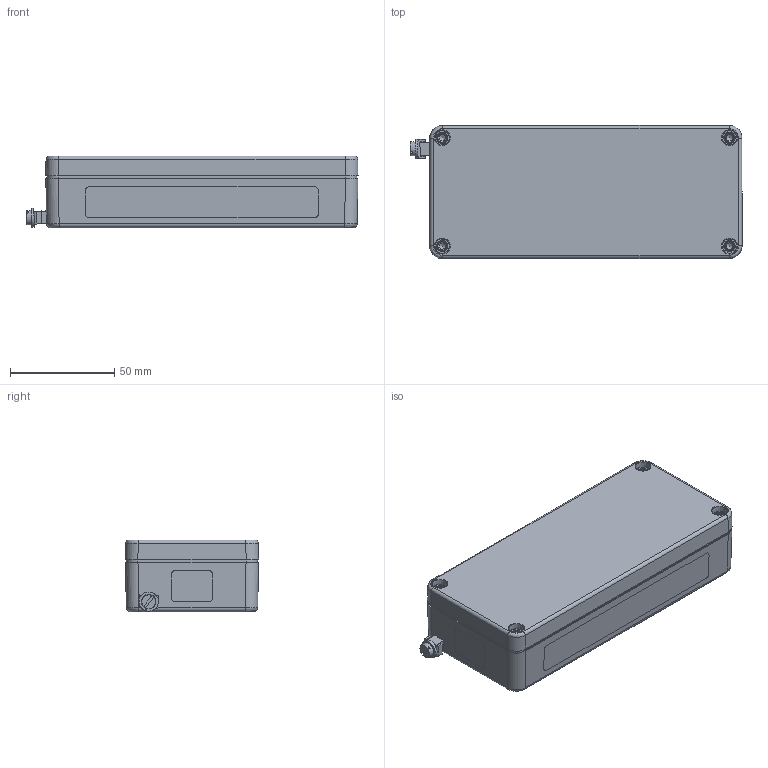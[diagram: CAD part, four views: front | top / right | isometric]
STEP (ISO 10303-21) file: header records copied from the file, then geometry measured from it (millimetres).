
FILE_DESCRIPTION((''),'2;1');
FILE_NAME('MBA Ex- 156030.stp','2011-12-21T13:28:06',('stefan.grimm'),(''),'Autodesk Inventor 2012','Autodesk Inventor 2012','');
FILE_SCHEMA(('AUTOMOTIVE_DESIGN { 1 0 10303 214 1 1 1 1 }'));
Length unit declared in the file: millimetre
Products named in the file (8): MBA Ex- 156030; MBA UT-156030 Aussenerde; OT-156030; Erdungsklemme M4; Kabelklemme; Klemmenunterteil; Zylinderschrauben mit Schlitz DIN EN ISO 1207 - M4x8; Federring DIN 127-5- FSt
Assembly tree (7 placements, depth 3):
  MBA Ex- 156030
    MBA UT-156030 Aussenerde
    OT-156030
    Erdungsklemme M4
      Kabelklemme
      Klemmenunterteil
      Zylinderschrauben mit Schlitz DIN EN ISO 1207 - M4x8
      Federring DIN 127-5- FSt
Bounding box: 159.48 x 64 x 34.5 mm (x, y, z)
Volume: 108407.8 mm3; surface area: 68591.6 mm2
Topology: 6 solids, 6 shells, 574 faces, 1349 edges, 813 vertices
Faces by surface type: cylinder 226, plane 183, bspline 58, torus 53, cone 52, sphere 2
Full cylindrical faces by diameter (mm): 3 x6, 3.2 x4, 3.242 x8, 3.3 x1, 4 x1, 4.4 x2, 4.9 x1, 5 x9
Entity records: 17134 total; most frequent: CARTESIAN_POINT 4091, DIRECTION 2881, ORIENTED_EDGE 2428, EDGE_CURVE 1214, AXIS2_PLACEMENT_3D 1147, VERTEX_POINT 788, EDGE_LOOP 724, VECTOR 587
